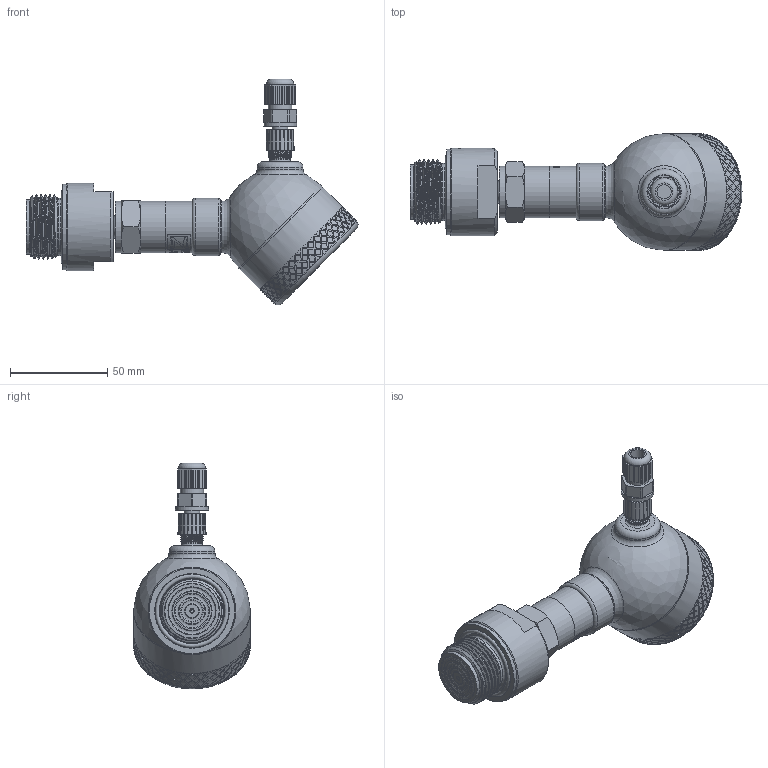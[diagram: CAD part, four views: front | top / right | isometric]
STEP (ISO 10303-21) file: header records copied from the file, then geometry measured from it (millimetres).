
FILE_DESCRIPTION(/* description */ (''),/* implementation_level */ '2;1');
FILE_NAME(/* name */ 'APZ3420mFH_G1DIN-flush_3.step',/* time_stamp */ '2021-07-07T16:13:11+03:00',/* author */ (''),/* organization */ (''),/* preprocessor_version */ 'ST-DEVELOPER v18.1',/* originating_system */ 'Autodesk Translation Framework v10.9.0.1377',/* authorisation */ '');
FILE_SCHEMA (('AUTOMOTIVE_DESIGN { 1 0 10303 214 3 1 1 }'));
Length unit declared in the file: millimetre
Products named in the file (8): АПЗ420М-полевойкорпус-
заполненный; Заполненный полевой 
корпус v13; Main body; Cover without display; M12x1 adapter; M12x1 female straight v9; G1\4EN; G1DIN diaphragm 28 v7 (1)
Assembly tree (7 placements, depth 3):
  АПЗ420М-полевойкорпус-
заполненный
    Заполненный полевой 
корпус v13
      Main body
      Cover without display
      M12x1 adapter
      M12x1 female straight v9
    G1\4EN
    G1DIN diaphragm 28 v7 (1)
Bounding box: 170.92 x 60.1 x 116.18 mm (x, y, z)
Volume: 284139.2 mm3; surface area: 48199.4 mm2
Topology: 9 solids, 9 shells, 1624 faces, 4011 edges, 2659 vertices
Faces by surface type: bspline 941, cylinder 318, plane 285, cone 46, torus 33, sphere 1
Full cylindrical faces by diameter (mm): 1 x4, 2 x1, 3.3 x1, 4 x1, 5 x3, 7.3 x1, 8 x3, 9.3 x1, 9.5 x2, 10.293 x1, 10.5 x2, 10.741 x7, 11 x1, 11.445 x4, 11.884 x6, 12 x1, 13.157 x9, 14 x1, 17 x1, 19.7 x1, 21.6 x1, 21.767 x1, 22.4 x1, 23.6 x1, 24.5 x2, 26.5 x2, 28 x1, 29.5 x2, 30.291 x5, 33.6 x1
Entity records: 76096 total; most frequent: CARTESIAN_POINT 44940, ORIENTED_EDGE 8018, EDGE_CURVE 4009, DIRECTION 3237, B_SPLINE_CURVE_WITH_KNOTS 2668, VERTEX_POINT 2659, EDGE_LOOP 1888, FACE_OUTER_BOUND 1624
